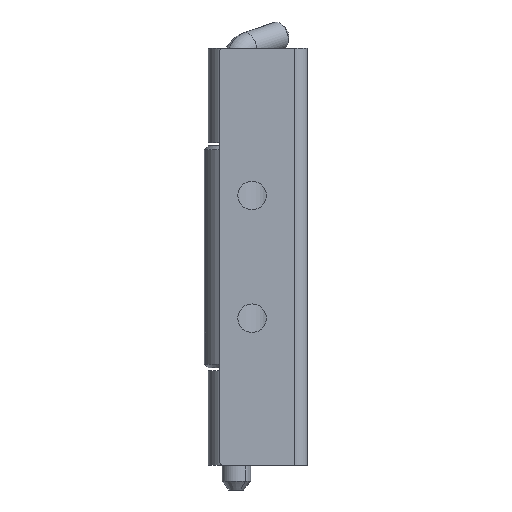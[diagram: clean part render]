
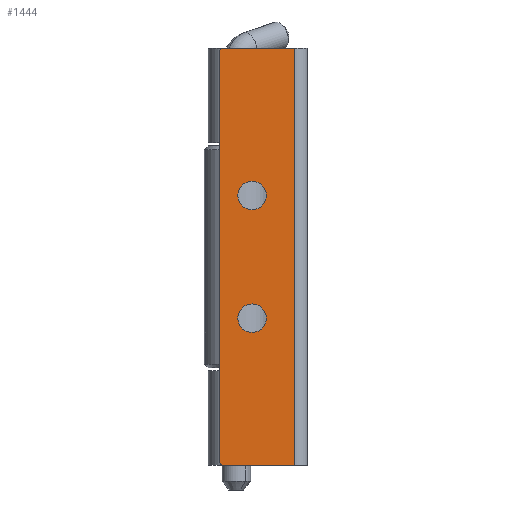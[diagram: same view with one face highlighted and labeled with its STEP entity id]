
A CAD part, left-side view. The second image highlights one B-rep face of the part: STEP entity #1444.
In plain terms, the highlighted planar face has unit normal (-1, 0, 0).
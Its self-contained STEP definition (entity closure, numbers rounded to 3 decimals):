
#53 = AXIS2_PLACEMENT_3D ( 'NONE', #3169, #1332, #1028 ) ;
#134 = EDGE_CURVE ( 'NONE', #2201, #540, #1838, .T. ) ;
#141 = CARTESIAN_POINT ( 'NONE',  ( 0.8, 0.4, -42.5 ) ) ;
#250 = CARTESIAN_POINT ( 'NONE',  ( 0.8, 0.4, 42.5 ) ) ;
#279 = VERTEX_POINT ( 'NONE', #1626 ) ;
#281 = DIRECTION ( 'NONE',  ( -1., 0., 0. ) ) ;
#328 = VERTEX_POINT ( 'NONE', #3061 ) ;
#420 = CARTESIAN_POINT ( 'NONE',  ( 0.8, 3., -42.5 ) ) ;
#450 = CARTESIAN_POINT ( 'NONE',  ( 0.8, 11.7, 12.5 ) ) ;
#473 = VERTEX_POINT ( 'NONE', #1305 ) ;
#520 = DIRECTION ( 'NONE',  ( 0., 0., 1. ) ) ;
#521 = AXIS2_PLACEMENT_3D ( 'NONE', #3804, #807, #520 ) ;
#531 = DIRECTION ( 'NONE',  ( 0., 0., 1. ) ) ;
#540 = VERTEX_POINT ( 'NONE', #624 ) ;
#576 = AXIS2_PLACEMENT_3D ( 'NONE', #450, #2331, #796 ) ;
#624 = CARTESIAN_POINT ( 'NONE',  ( 0.8, 3., 42.5 ) ) ;
#653 = EDGE_LOOP ( 'NONE', ( #1118, #3982 ) ) ;
#668 = EDGE_CURVE ( 'NONE', #2876, #2111, #1800, .T. ) ;
#769 = ORIENTED_EDGE ( 'NONE', *, *, #2203, .T. ) ;
#774 = ORIENTED_EDGE ( 'NONE', *, *, #3174, .T. ) ;
#785 = CARTESIAN_POINT ( 'NONE',  ( 0.8, 11.7, -12.5 ) ) ;
#796 = DIRECTION ( 'NONE',  ( 0., 0., 1. ) ) ;
#799 = DIRECTION ( 'NONE',  ( 1., 0., 0. ) ) ;
#801 = AXIS2_PLACEMENT_3D ( 'NONE', #785, #1051, #3257 ) ;
#807 = DIRECTION ( 'NONE',  ( -1., 0., 0. ) ) ;
#828 = DIRECTION ( 'NONE',  ( 0., 0., -1. ) ) ;
#852 = FACE_OUTER_BOUND ( 'NONE', #871, .T. ) ;
#862 = LINE ( 'NONE', #250, #1049 ) ;
#871 = EDGE_LOOP ( 'NONE', ( #3113, #774, #1298, #3440, #769, #3087 ) ) ;
#1028 = DIRECTION ( 'NONE',  ( 0., 0., -1. ) ) ;
#1049 = VECTOR ( 'NONE', #3958, 1000. ) ;
#1051 = DIRECTION ( 'NONE',  ( -1., 0., 0. ) ) ;
#1118 = ORIENTED_EDGE ( 'NONE', *, *, #3417, .F. ) ;
#1146 = VECTOR ( 'NONE', #3086, 1000. ) ;
#1231 = VERTEX_POINT ( 'NONE', #1900 ) ;
#1265 = CARTESIAN_POINT ( 'NONE',  ( 0.8, 18.4, 41.5 ) ) ;
#1298 = ORIENTED_EDGE ( 'NONE', *, *, #2877, .T. ) ;
#1305 = CARTESIAN_POINT ( 'NONE',  ( 0.8, 17.4, 42.5 ) ) ;
#1332 = DIRECTION ( 'NONE',  ( -1., 0., 0. ) ) ;
#1334 = ORIENTED_EDGE ( 'NONE', *, *, #2332, .F. ) ;
#1393 = CARTESIAN_POINT ( 'NONE',  ( 0.8, 0.4, 42.5 ) ) ;
#1444 = ADVANCED_FACE ( 'NONE', ( #3627, #1462, #852 ), #2062, .F. ) ;
#1462 = FACE_BOUND ( 'NONE', #653, .T. ) ;
#1497 = DIRECTION ( 'NONE',  ( -1., 0., 0. ) ) ;
#1518 = CARTESIAN_POINT ( 'NONE',  ( 0.8, 11.7, 9.6 ) ) ;
#1558 = VERTEX_POINT ( 'NONE', #1830 ) ;
#1575 = EDGE_CURVE ( 'NONE', #1231, #279, #3975, .T. ) ;
#1626 = CARTESIAN_POINT ( 'NONE',  ( 0.8, 17.4, -42.5 ) ) ;
#1800 = CIRCLE ( 'NONE', #576, 2.9 ) ;
#1822 = CIRCLE ( 'NONE', #801, 2.9 ) ;
#1830 = CARTESIAN_POINT ( 'NONE',  ( 0.8, 11.7, -15.4 ) ) ;
#1838 = LINE ( 'NONE', #3954, #1146 ) ;
#1900 = CARTESIAN_POINT ( 'NONE',  ( 0.8, 18.4, -41.5 ) ) ;
#1975 = CARTESIAN_POINT ( 'NONE',  ( 0.8, 11.7, 15.4 ) ) ;
#2035 = CARTESIAN_POINT ( 'NONE',  ( 0.8, 18.4, 42.5 ) ) ;
#2055 = AXIS2_PLACEMENT_3D ( 'NONE', #1393, #799, #828 ) ;
#2062 = PLANE ( 'NONE',  #2055 ) ;
#2111 = VERTEX_POINT ( 'NONE', #1518 ) ;
#2145 = AXIS2_PLACEMENT_3D ( 'NONE', #2721, #281, #531 ) ;
#2201 = VERTEX_POINT ( 'NONE', #420 ) ;
#2203 = EDGE_CURVE ( 'NONE', #279, #2201, #3263, .T. ) ;
#2331 = DIRECTION ( 'NONE',  ( -1., 0., 0. ) ) ;
#2332 = EDGE_CURVE ( 'NONE', #2111, #2876, #3108, .T. ) ;
#2353 = CIRCLE ( 'NONE', #2145, 2.9 ) ;
#2364 = EDGE_CURVE ( 'NONE', #473, #540, #862, .T. ) ;
#2462 = CARTESIAN_POINT ( 'NONE',  ( 0.8, 17.4, -41.5 ) ) ;
#2593 = ORIENTED_EDGE ( 'NONE', *, *, #668, .F. ) ;
#2721 = CARTESIAN_POINT ( 'NONE',  ( 0.8, 11.7, -12.5 ) ) ;
#2733 = DIRECTION ( 'NONE',  ( 0., 0., -1. ) ) ;
#2876 = VERTEX_POINT ( 'NONE', #1975 ) ;
#2877 = EDGE_CURVE ( 'NONE', #3249, #1231, #3916, .T. ) ;
#2945 = DIRECTION ( 'NONE',  ( 0., -1., 0. ) ) ;
#3061 = CARTESIAN_POINT ( 'NONE',  ( 0.8, 11.7, -9.6 ) ) ;
#3086 = DIRECTION ( 'NONE',  ( 0., 0., 1. ) ) ;
#3087 = ORIENTED_EDGE ( 'NONE', *, *, #134, .T. ) ;
#3108 = CIRCLE ( 'NONE', #521, 2.9 ) ;
#3113 = ORIENTED_EDGE ( 'NONE', *, *, #2364, .F. ) ;
#3169 = CARTESIAN_POINT ( 'NONE',  ( 0.8, 17.4, 41.5 ) ) ;
#3174 = EDGE_CURVE ( 'NONE', #473, #3249, #3421, .T. ) ;
#3249 = VERTEX_POINT ( 'NONE', #1265 ) ;
#3257 = DIRECTION ( 'NONE',  ( 0., 0., 1. ) ) ;
#3263 = LINE ( 'NONE', #141, #3501 ) ;
#3296 = EDGE_CURVE ( 'NONE', #328, #1558, #1822, .T. ) ;
#3417 = EDGE_CURVE ( 'NONE', #1558, #328, #2353, .T. ) ;
#3421 = CIRCLE ( 'NONE', #53, 1. ) ;
#3440 = ORIENTED_EDGE ( 'NONE', *, *, #1575, .T. ) ;
#3501 = VECTOR ( 'NONE', #2945, 1000. ) ;
#3599 = DIRECTION ( 'NONE',  ( 0., 0., -1. ) ) ;
#3627 = FACE_BOUND ( 'NONE', #3690, .T. ) ;
#3690 = EDGE_LOOP ( 'NONE', ( #1334, #2593 ) ) ;
#3804 = CARTESIAN_POINT ( 'NONE',  ( 0.8, 11.7, 12.5 ) ) ;
#3859 = AXIS2_PLACEMENT_3D ( 'NONE', #2462, #1497, #2733 ) ;
#3916 = LINE ( 'NONE', #2035, #3933 ) ;
#3933 = VECTOR ( 'NONE', #3599, 1000. ) ;
#3954 = CARTESIAN_POINT ( 'NONE',  ( 0.8, 3., 42.5 ) ) ;
#3958 = DIRECTION ( 'NONE',  ( 0., -1., 0. ) ) ;
#3975 = CIRCLE ( 'NONE', #3859, 1. ) ;
#3982 = ORIENTED_EDGE ( 'NONE', *, *, #3296, .F. ) ;
